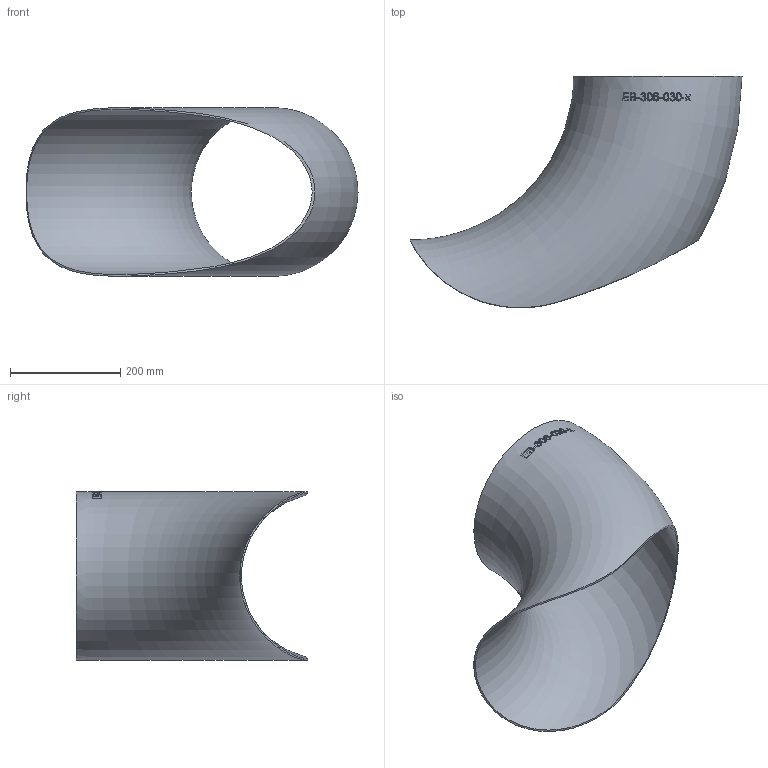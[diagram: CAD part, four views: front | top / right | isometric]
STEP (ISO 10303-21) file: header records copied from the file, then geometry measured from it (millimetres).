
FILE_DESCRIPTION (( 'STEP AP214' ), '1' );
FILE_NAME ('EB-306-030-x Einschweissbogen 2210.STEP', '2022-10-19T09:26:21', ( '' ), ( '' ), 'SwSTEP 2.0', 'SolidWorks 2019', '' );
FILE_SCHEMA (( 'AUTOMOTIVE_DESIGN' ));
Length unit declared in the file: millimetre
Products named in the file (1): EB-306-030-x Einschweissbogen 2210
Bounding box: 603 x 420.46 x 306.04 mm (x, y, z)
Volume: 1284246.3 mm3; surface area: 864800.3 mm2
Topology: 1 solids, 1 shells, 162 faces, 433 edges, 290 vertices
Faces by surface type: bspline 139, torus 20, plane 2, cylinder 1
Entity records: 36000 total; most frequent: CARTESIAN_POINT 31531, ORIENTED_EDGE 858, EDGE_CURVE 429, B_SPLINE_CURVE_WITH_KNOTS 423, VERTEX_POINT 288, EDGE_LOOP 183, FACE_OUTER_BOUND 164, ADVANCED_FACE 162
